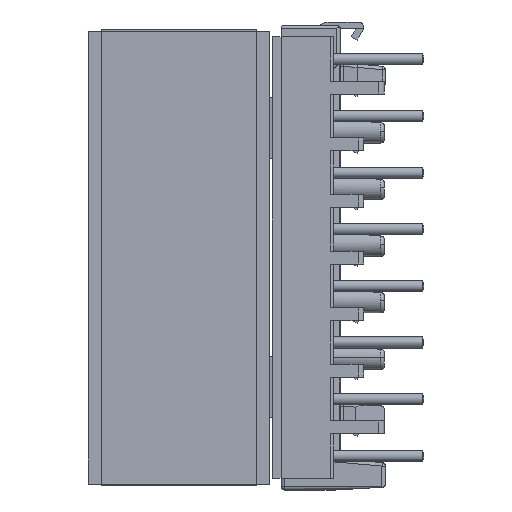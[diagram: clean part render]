
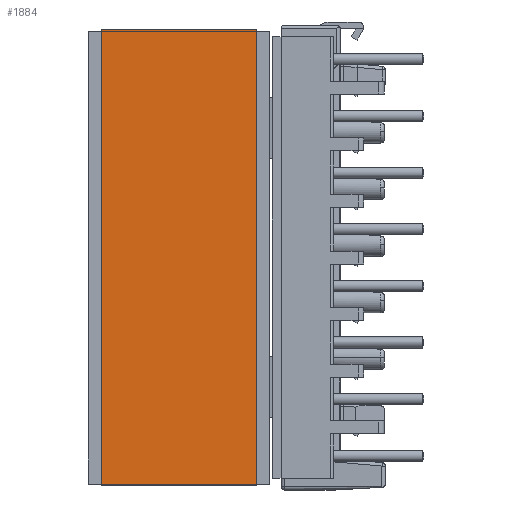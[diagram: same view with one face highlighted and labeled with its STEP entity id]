
A CAD part, left-side view. The second image highlights one B-rep face of the part: STEP entity #1884.
In plain terms, the highlighted planar face has unit normal (-1, 0, 0).
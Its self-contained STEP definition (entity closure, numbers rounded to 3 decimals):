
#1334 = FACE_OUTER_BOUND ( 'NONE', #4366, .T. ) ;
#1884 = ADVANCED_FACE ( 'NONE', ( #1334 ), #13869, .T. ) ;
#1944 = DIRECTION ( 'NONE',  ( 0., 0., 1. ) ) ;
#3119 = ORIENTED_EDGE ( 'NONE', *, *, #31323, .T. ) ;
#4072 = CARTESIAN_POINT ( 'NONE',  ( -0.16, 0.16, -13.72 ) ) ;
#4366 = EDGE_LOOP ( 'NONE', ( #27670, #26864, #3119, #6341 ) ) ;
#4801 = CARTESIAN_POINT ( 'NONE',  ( -0.16, 0.16, -13.72 ) ) ;
#5139 = CARTESIAN_POINT ( 'NONE',  ( -0.16, 0.16, -13.72 ) ) ;
#5194 = CARTESIAN_POINT ( 'NONE',  ( -0.16, -40.11, 0. ) ) ;
#5196 = CARTESIAN_POINT ( 'NONE',  ( -0.16, 0.16, 0. ) ) ;
#5345 = LINE ( 'NONE', #18733, #26818 ) ;
#6341 = ORIENTED_EDGE ( 'NONE', *, *, #31372, .T. ) ;
#7601 = VERTEX_POINT ( 'NONE', #5194 ) ;
#12690 = DIRECTION ( 'NONE',  ( 0., -1., 0. ) ) ;
#12799 = DIRECTION ( 'NONE',  ( 0., -1., 0. ) ) ;
#13059 = VECTOR ( 'NONE', #12690, 1000. ) ;
#13869 = PLANE ( 'NONE',  #22267 ) ;
#16814 = DIRECTION ( 'NONE',  ( 0., -1., 0. ) ) ;
#18345 = VECTOR ( 'NONE', #12799, 1000. ) ;
#18733 = CARTESIAN_POINT ( 'NONE',  ( -0.16, -40.11, -13.72 ) ) ;
#19889 = VERTEX_POINT ( 'NONE', #5196 ) ;
#20106 = LINE ( 'NONE', #22248, #34724 ) ;
#21706 = EDGE_CURVE ( 'NONE', #26958, #19889, #20106, .T. ) ;
#22248 = CARTESIAN_POINT ( 'NONE',  ( -0.16, 0.16, -13.72 ) ) ;
#22267 = AXIS2_PLACEMENT_3D ( 'NONE', #5139, #34360, #16814 ) ;
#23446 = EDGE_CURVE ( 'NONE', #19889, #7601, #33911, .T. ) ;
#24624 = DIRECTION ( 'NONE',  ( 0., 0., 1. ) ) ;
#26818 = VECTOR ( 'NONE', #24624, 1000. ) ;
#26864 = ORIENTED_EDGE ( 'NONE', *, *, #21706, .F. ) ;
#26958 = VERTEX_POINT ( 'NONE', #4801 ) ;
#27670 = ORIENTED_EDGE ( 'NONE', *, *, #23446, .F. ) ;
#30187 = CARTESIAN_POINT ( 'NONE',  ( -0.16, 0.16, 0. ) ) ;
#30773 = VERTEX_POINT ( 'NONE', #36261 ) ;
#31323 = EDGE_CURVE ( 'NONE', #26958, #30773, #36408, .T. ) ;
#31372 = EDGE_CURVE ( 'NONE', #30773, #7601, #5345, .T. ) ;
#33911 = LINE ( 'NONE', #30187, #18345 ) ;
#34360 = DIRECTION ( 'NONE',  ( -1., 0., 0. ) ) ;
#34724 = VECTOR ( 'NONE', #1944, 1000. ) ;
#36261 = CARTESIAN_POINT ( 'NONE',  ( -0.16, -40.11, -13.72 ) ) ;
#36408 = LINE ( 'NONE', #4072, #13059 ) ;
